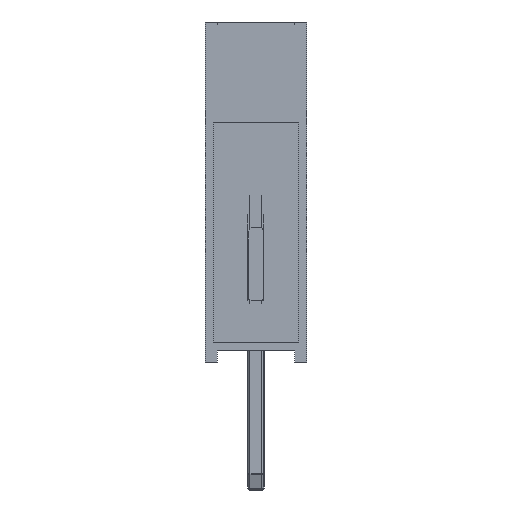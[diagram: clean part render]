
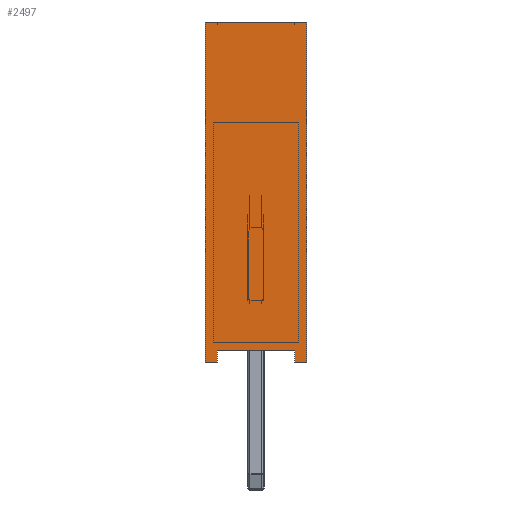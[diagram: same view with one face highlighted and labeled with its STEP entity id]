
A CAD part, left-side view. The second image highlights one B-rep face of the part: STEP entity #2497.
In plain terms, the highlighted planar face has unit normal (-1, 0, 0).
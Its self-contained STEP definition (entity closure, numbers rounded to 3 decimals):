
#401=FACE_OUTER_BOUND('',#552,.T.);
#552=EDGE_LOOP('',(#1653,#1654,#1655,#1656,#1657,#1658,#1659,#1660));
#718=LINE('',#3906,#904);
#720=LINE('',#3912,#906);
#723=LINE('',#3917,#909);
#728=LINE('',#3931,#914);
#729=LINE('',#3934,#915);
#732=LINE('',#3940,#918);
#733=LINE('',#3942,#919);
#734=LINE('',#3943,#920);
#904=VECTOR('',#3050,10.);
#906=VECTOR('',#3054,10.);
#909=VECTOR('',#3059,10.);
#914=VECTOR('',#3074,10.);
#915=VECTOR('',#3077,10.);
#918=VECTOR('',#3082,10.);
#919=VECTOR('',#3083,10.);
#920=VECTOR('',#3084,10.);
#1088=VERTEX_POINT('',#3900);
#1090=VERTEX_POINT('',#3904);
#1091=VERTEX_POINT('',#3908);
#1093=VERTEX_POINT('',#3911);
#1098=VERTEX_POINT('',#3929);
#1099=VERTEX_POINT('',#3933);
#1101=VERTEX_POINT('',#3939);
#1102=VERTEX_POINT('',#3941);
#1286=EDGE_CURVE('',#1088,#1090,#718,.T.);
#1288=EDGE_CURVE('',#1093,#1091,#720,.T.);
#1291=EDGE_CURVE('',#1090,#1093,#723,.T.);
#1300=EDGE_CURVE('',#1091,#1098,#728,.T.);
#1301=EDGE_CURVE('',#1099,#1088,#729,.T.);
#1304=EDGE_CURVE('',#1098,#1101,#732,.T.);
#1305=EDGE_CURVE('',#1102,#1101,#733,.T.);
#1306=EDGE_CURVE('',#1099,#1102,#734,.T.);
#1653=ORIENTED_EDGE('',*,*,#1286,.T.);
#1654=ORIENTED_EDGE('',*,*,#1291,.T.);
#1655=ORIENTED_EDGE('',*,*,#1288,.T.);
#1656=ORIENTED_EDGE('',*,*,#1300,.T.);
#1657=ORIENTED_EDGE('',*,*,#1304,.T.);
#1658=ORIENTED_EDGE('',*,*,#1305,.F.);
#1659=ORIENTED_EDGE('',*,*,#1306,.F.);
#1660=ORIENTED_EDGE('',*,*,#1301,.T.);
#2301=PLANE('',#2705);
#2497=ADVANCED_FACE('',(#401),#2301,.T.);
#2705=AXIS2_PLACEMENT_3D('',#3938,#3080,#3081);
#3050=DIRECTION('',(0.,0.,1.));
#3054=DIRECTION('',(0.,0.,-1.));
#3059=DIRECTION('',(0.,-1.,0.));
#3074=DIRECTION('',(0.,-1.,0.));
#3077=DIRECTION('',(0.,-1.,0.));
#3080=DIRECTION('center_axis',(-1.,0.,0.));
#3081=DIRECTION('ref_axis',(0.,-1.,0.));
#3082=DIRECTION('',(0.,0.,1.));
#3083=DIRECTION('',(0.,-1.,0.));
#3084=DIRECTION('',(0.,0.,1.));
#3900=CARTESIAN_POINT('',(-1.27,0.97,0.));
#3904=CARTESIAN_POINT('',(-1.27,0.97,0.3));
#3906=CARTESIAN_POINT('',(-1.27,0.97,0.));
#3908=CARTESIAN_POINT('',(-1.27,-0.97,0.));
#3911=CARTESIAN_POINT('',(-1.27,-0.97,0.3));
#3912=CARTESIAN_POINT('',(-1.27,-0.97,0.));
#3917=CARTESIAN_POINT('',(-1.27,0.635,0.3));
#3929=CARTESIAN_POINT('',(-1.27,-1.27,0.));
#3931=CARTESIAN_POINT('',(-1.27,1.27,0.));
#3933=CARTESIAN_POINT('',(-1.27,1.27,0.));
#3934=CARTESIAN_POINT('',(-1.27,1.27,0.));
#3938=CARTESIAN_POINT('Origin',(-1.27,1.27,0.));
#3939=CARTESIAN_POINT('',(-1.27,-1.27,8.5));
#3940=CARTESIAN_POINT('',(-1.27,-1.27,0.));
#3941=CARTESIAN_POINT('',(-1.27,1.27,8.5));
#3942=CARTESIAN_POINT('',(-1.27,1.27,8.5));
#3943=CARTESIAN_POINT('',(-1.27,1.27,0.));
